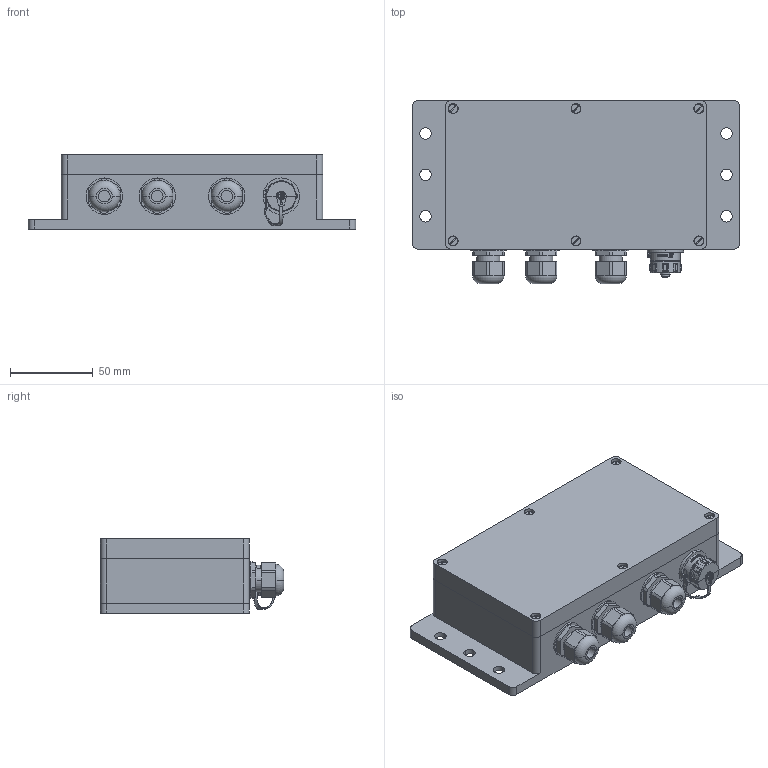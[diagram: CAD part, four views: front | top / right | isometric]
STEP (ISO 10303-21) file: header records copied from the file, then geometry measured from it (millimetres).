
FILE_DESCRIPTION(('Creo Elements/Direct Modeling STEP Export'),'2;1');
FILE_NAME('USB interface box.stp','2023-08-24T16:03:22',(''),(''),'Creo Elements/Direct Modeling STEP processor for AP214 (Solid Model)','Creo Elements/Direct Modeling 20.1B 02-Apr-2019 (C) Parametric Technology GmbH','');
FILE_SCHEMA(('AUTOMOTIVE_DESIGN { 1 0 10303 214 1 1 1 1 }'));
Length unit declared in the file: millimetre
Products named in the file (11): Z0589; Cap; Strap_Open; Z0590_Cap_Closed; RS 822-9640.03; CASE- COVER; CASE- BODY; M3x20 counter sunk.06; Case; USB Interface Box; USB interface box.stp
Assembly tree (17 placements, depth 4):
  USB interface box.stp
    USB Interface Box
      Case
        M3x20 counter sunk.06  x6
        CASE- BODY
        CASE- COVER
      RS 822-9640.03  x3
      Z0590_Cap_Closed
        Strap_Open
        Cap
      Z0589
Bounding box: 198 x 110.8 x 45 mm (x, y, z)
Volume: 204418.5 mm3; surface area: 132486.4 mm2
Topology: 14 solids, 14 shells, 1520 faces, 3997 edges, 2581 vertices
Faces by surface type: plane 580, cylinder 462, extrusion 283, torus 84, cone 52, sphere 32, bspline 27
Entity records: 48699 total; most frequent: CARTESIAN_POINT 15044, ORIENTED_EDGE 6850, DIRECTION 5299, EDGE_CURVE 3425, VERTEX_POINT 2231, VECTOR 1797, AXIS2_PLACEMENT_3D 1751, LINE 1514
